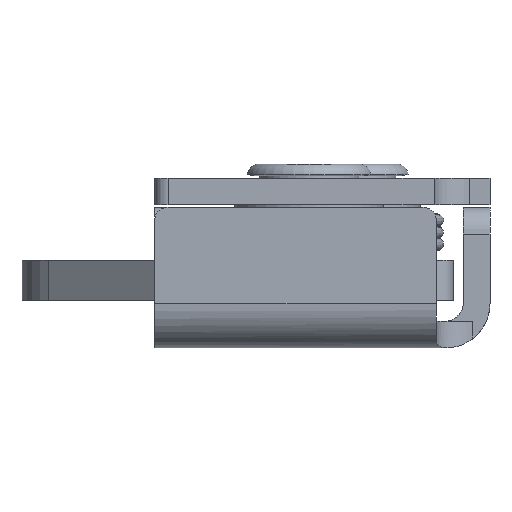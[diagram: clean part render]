
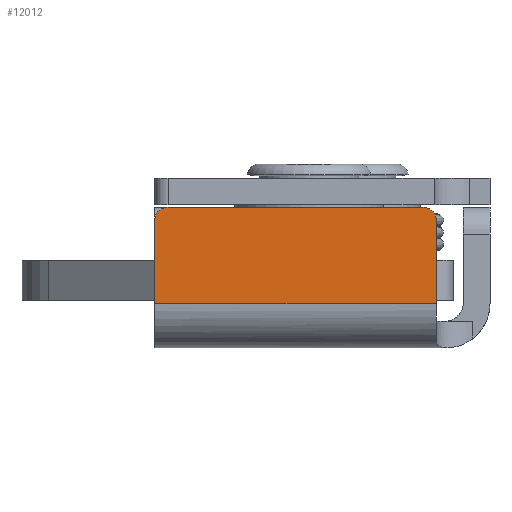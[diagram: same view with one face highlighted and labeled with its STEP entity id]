
A CAD part, left-side view. The second image highlights one B-rep face of the part: STEP entity #12012.
In plain terms, the highlighted planar face has unit normal (-1, 0, 0).
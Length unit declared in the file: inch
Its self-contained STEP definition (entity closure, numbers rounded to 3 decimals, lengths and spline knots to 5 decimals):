
#436=PLANE('',#12883);
#1613=LINE('',#23044,#2704);
#1614=LINE('',#23049,#2705);
#1615=LINE('',#23051,#2706);
#1616=LINE('',#23052,#2707);
#2704=VECTOR('',#15665,0.8551);
#2705=VECTOR('',#15670,0.2782);
#2706=VECTOR('',#15671,0.9451);
#2707=VECTOR('',#15672,0.2782);
#3495=FACE_OUTER_BOUND('',#4210,.T.);
#4210=EDGE_LOOP('',(#10647,#10648,#10649,#10650,#10651,#10652));
#4556=CIRCLE('',#12881,0.045);
#4557=CIRCLE('',#12884,0.045);
#5858=VERTEX_POINT('',#23034);
#5859=VERTEX_POINT('',#23036);
#5861=VERTEX_POINT('',#23042);
#5862=VERTEX_POINT('',#23046);
#5863=VERTEX_POINT('',#23048);
#5864=VERTEX_POINT('',#23050);
#7468=EDGE_CURVE('',#5859,#5858,#4556,.T.);
#7472=EDGE_CURVE('',#5861,#5858,#1613,.T.);
#7473=EDGE_CURVE('',#5861,#5862,#4557,.T.);
#7474=EDGE_CURVE('',#5863,#5862,#1614,.T.);
#7475=EDGE_CURVE('',#5863,#5864,#1615,.T.);
#7476=EDGE_CURVE('',#5864,#5859,#1616,.T.);
#10647=ORIENTED_EDGE('',*,*,#7468,.T.);
#10648=ORIENTED_EDGE('',*,*,#7472,.F.);
#10649=ORIENTED_EDGE('',*,*,#7473,.T.);
#10650=ORIENTED_EDGE('',*,*,#7474,.F.);
#10651=ORIENTED_EDGE('',*,*,#7475,.T.);
#10652=ORIENTED_EDGE('',*,*,#7476,.T.);
#12012=ADVANCED_FACE('',(#3495),#436,.F.);
#12881=AXIS2_PLACEMENT_3D('',#23037,#15658,#15659);
#12883=AXIS2_PLACEMENT_3D('',#23045,#15666,#15667);
#12884=AXIS2_PLACEMENT_3D('',#23047,#15668,#15669);
#15658=DIRECTION('center_axis',(-1.,0.,0.));
#15659=DIRECTION('ref_axis',(0.,-0.707,0.707));
#15665=DIRECTION('',(0.,-1.,0.));
#15666=DIRECTION('center_axis',(1.,0.,0.));
#15667=DIRECTION('ref_axis',(0.,0.,-1.));
#15668=DIRECTION('center_axis',(-1.,0.,0.));
#15669=DIRECTION('ref_axis',(0.,0.707,0.707));
#15670=DIRECTION('',(0.,0.,1.));
#15671=DIRECTION('',(0.,-1.,0.));
#15672=DIRECTION('',(0.,0.,1.));
#23034=CARTESIAN_POINT('',(-1.202,-0.3824,0.4722));
#23036=CARTESIAN_POINT('',(-1.202,-0.4274,0.4272));
#23037=CARTESIAN_POINT('Origin',(-1.202,-0.3824,0.4272));
#23042=CARTESIAN_POINT('',(-1.202,0.4727,0.4722));
#23044=CARTESIAN_POINT('',(-1.202,-0.4274,0.4722));
#23045=CARTESIAN_POINT('Origin',(-1.202,0.5177,0.));
#23046=CARTESIAN_POINT('',(-1.202,0.5177,0.4272));
#23047=CARTESIAN_POINT('Origin',(-1.202,0.4727,0.4272));
#23048=CARTESIAN_POINT('',(-1.202,0.5177,0.149));
#23049=CARTESIAN_POINT('',(-1.202,0.5177,0.));
#23050=CARTESIAN_POINT('',(-1.202,-0.4274,0.149));
#23051=CARTESIAN_POINT('',(-1.202,0.22454,0.149));
#23052=CARTESIAN_POINT('',(-1.202,-0.4274,0.));
